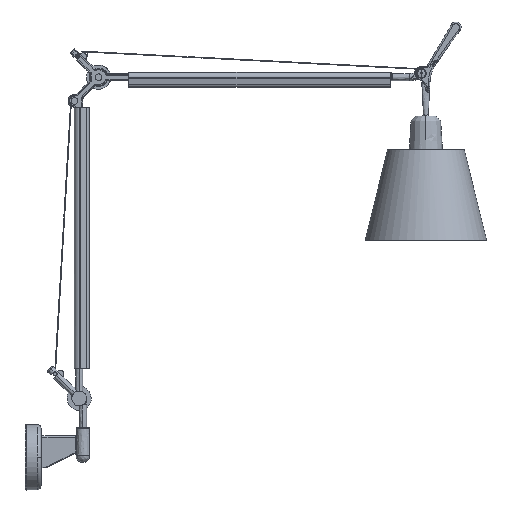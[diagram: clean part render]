
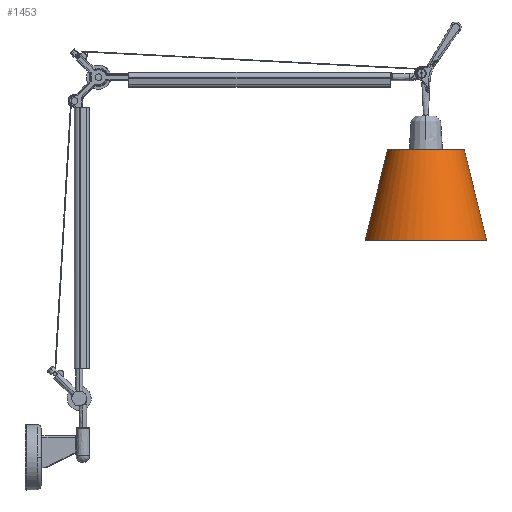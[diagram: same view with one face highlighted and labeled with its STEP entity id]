
A CAD part, front view. The second image highlights one B-rep face of the part: STEP entity #1453.
In plain terms, the highlighted free-form (B-spline) face has degree [2, 1] with [9, 2] control points.
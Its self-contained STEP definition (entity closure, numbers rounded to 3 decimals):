
#547=(
BOUNDED_SURFACE()
B_SPLINE_SURFACE(2,1,((#29689,#29690),(#29691,#29692),(#29693,#29694),(#29695,
#29696),(#29697,#29698),(#29699,#29700),(#29701,#29702),(#29703,#29704),
(#29705,#29706)),.UNSPECIFIED.,.F.,.F.,.F.)
B_SPLINE_SURFACE_WITH_KNOTS((3,2,2,2,3),(2,2),(0.,180.736,361.471,
542.207,722.942),(0.,142.973),.UNSPECIFIED.)
GEOMETRIC_REPRESENTATION_ITEM()
RATIONAL_B_SPLINE_SURFACE(((1.,1.),(0.707,0.707),
(1.,1.),(0.707,0.707),(1.,1.),(0.707,
0.707),(1.,1.),(0.707,0.707),(1.,1.)))
REPRESENTATION_ITEM($)
SURFACE()
);
#1453=ADVANCED_FACE($,(#2131),#547,.T.);
#2131=FACE_OUTER_BOUND($,#2842,.T.);
#2842=EDGE_LOOP($,(#5956,#5957,#5958,#5959,#5960,#5961));
#5956=ORIENTED_EDGE($,*,*,#7978,.T.);
#5957=ORIENTED_EDGE($,*,*,#7971,.F.);
#5958=ORIENTED_EDGE($,*,*,#7981,.T.);
#5959=ORIENTED_EDGE($,*,*,#7979,.T.);
#5960=ORIENTED_EDGE($,*,*,#7976,.F.);
#5961=ORIENTED_EDGE($,*,*,#7980,.T.);
#7971=EDGE_CURVE($,#9208,#9209,#10289,.T.);
#7976=EDGE_CURVE($,#9213,#9214,#10294,.T.);
#7978=EDGE_CURVE($,#9215,#9209,#10296,.T.);
#7979=EDGE_CURVE($,#9216,#9214,#10297,.T.);
#7980=EDGE_CURVE($,#9213,#9215,#10298,.T.);
#7981=EDGE_CURVE($,#9208,#9216,#10299,.T.);
#9208=VERTEX_POINT($,#29728);
#9209=VERTEX_POINT($,#29729);
#9213=VERTEX_POINT($,#29733);
#9214=VERTEX_POINT($,#29734);
#9215=VERTEX_POINT($,#29735);
#9216=VERTEX_POINT($,#29736);
#10289=(
BOUNDED_CURVE()
B_SPLINE_CURVE(2,(#29572,#29573,#29574,#29575,#29576,#29577,#29578,#29579,
#29580),.UNSPECIFIED.,.F.,.F.)
B_SPLINE_CURVE_WITH_KNOTS((3,2,2,2,3),(0.002,1.572,
3.142,4.712,6.281),.UNSPECIFIED.)
CURVE()
GEOMETRIC_REPRESENTATION_ITEM()
RATIONAL_B_SPLINE_CURVE((1.,0.707,1.,0.707,1.,0.707,
1.,0.707,1.))
REPRESENTATION_ITEM($)
);
#10294=(
BOUNDED_CURVE()
B_SPLINE_CURVE(2,(#29603,#29604,#29605,#29606,#29607,#29608,#29609,#29610,
#29611),.UNSPECIFIED.,.F.,.F.)
B_SPLINE_CURVE_WITH_KNOTS((3,2,2,2,3),(-722.942,-542.207,
-361.471,-180.736,0.),.UNSPECIFIED.)
CURVE()
GEOMETRIC_REPRESENTATION_ITEM()
RATIONAL_B_SPLINE_CURVE((1.,0.707,1.,0.707,1.,0.707,
1.,0.707,1.))
REPRESENTATION_ITEM($)
);
#10296=(
BOUNDED_CURVE()
B_SPLINE_CURVE(2,(#29614,#29615,#29616),.UNSPECIFIED.,.F.,.F.)
B_SPLINE_CURVE_WITH_KNOTS((3,3),(0.,0.082),.UNSPECIFIED.)
CURVE()
GEOMETRIC_REPRESENTATION_ITEM()
RATIONAL_B_SPLINE_CURVE((1.,1.,1.))
REPRESENTATION_ITEM($)
);
#10297=(
BOUNDED_CURVE()
B_SPLINE_CURVE(1,(#29617,#29618),.UNSPECIFIED.,.F.,.F.)
B_SPLINE_CURVE_WITH_KNOTS((2,2),(0.,142.973),.UNSPECIFIED.)
CURVE()
GEOMETRIC_REPRESENTATION_ITEM()
RATIONAL_B_SPLINE_CURVE((1.,1.))
REPRESENTATION_ITEM($)
);
#10298=(
BOUNDED_CURVE()
B_SPLINE_CURVE(1,(#29619,#29620),.UNSPECIFIED.,.F.,.F.)
B_SPLINE_CURVE_WITH_KNOTS((2,2),(-142.973,0.),.UNSPECIFIED.)
CURVE()
GEOMETRIC_REPRESENTATION_ITEM()
RATIONAL_B_SPLINE_CURVE((1.,1.))
REPRESENTATION_ITEM($)
);
#10299=(
BOUNDED_CURVE()
B_SPLINE_CURVE(2,(#29621,#29622,#29623),.UNSPECIFIED.,.F.,.F.)
B_SPLINE_CURVE_WITH_KNOTS((3,3),(722.86,722.942),.UNSPECIFIED.)
CURVE()
GEOMETRIC_REPRESENTATION_ITEM()
RATIONAL_B_SPLINE_CURVE((1.,1.,1.))
REPRESENTATION_ITEM($)
);
#29572=CARTESIAN_POINT($,(396.972,7.503,704.904));
#29573=CARTESIAN_POINT($,(396.872,64.58,704.904));
#29574=CARTESIAN_POINT($,(339.794,64.53,704.904));
#29575=CARTESIAN_POINT($,(282.716,64.48,704.904));
#29576=CARTESIAN_POINT($,(282.716,7.403,704.904));
#29577=CARTESIAN_POINT($,(282.716,-49.675,704.904));
#29578=CARTESIAN_POINT($,(339.794,-49.725,704.904));
#29579=CARTESIAN_POINT($,(396.872,-49.775,704.904));
#29580=CARTESIAN_POINT($,(396.972,7.303,704.904));
#29603=CARTESIAN_POINT($,(430.262,7.303,569.9));
#29604=CARTESIAN_POINT($,(430.162,-83.065,569.9));
#29605=CARTESIAN_POINT($,(339.794,-83.015,569.9));
#29606=CARTESIAN_POINT($,(249.426,-82.965,569.9));
#29607=CARTESIAN_POINT($,(249.426,7.403,569.9));
#29608=CARTESIAN_POINT($,(249.426,97.77,569.9));
#29609=CARTESIAN_POINT($,(339.794,97.82,569.9));
#29610=CARTESIAN_POINT($,(430.162,97.87,569.9));
#29611=CARTESIAN_POINT($,(430.262,7.503,569.9));
#29614=CARTESIAN_POINT($,(396.972,7.339,704.904));
#29615=CARTESIAN_POINT($,(396.972,7.321,704.904));
#29616=CARTESIAN_POINT($,(396.972,7.303,704.904));
#29617=CARTESIAN_POINT($,(396.972,7.466,704.904));
#29618=CARTESIAN_POINT($,(430.262,7.503,569.9));
#29619=CARTESIAN_POINT($,(430.262,7.303,569.9));
#29620=CARTESIAN_POINT($,(396.972,7.339,704.904));
#29621=CARTESIAN_POINT($,(396.972,7.503,704.904));
#29622=CARTESIAN_POINT($,(396.972,7.484,704.904));
#29623=CARTESIAN_POINT($,(396.972,7.466,704.904));
#29689=CARTESIAN_POINT($,(396.972,7.339,704.904));
#29690=CARTESIAN_POINT($,(430.262,7.303,569.9));
#29691=CARTESIAN_POINT($,(396.909,-49.757,704.904));
#29692=CARTESIAN_POINT($,(430.162,-83.065,569.9));
#29693=CARTESIAN_POINT($,(339.812,-49.725,704.904));
#29694=CARTESIAN_POINT($,(339.794,-83.015,569.9));
#29695=CARTESIAN_POINT($,(282.716,-49.693,704.904));
#29696=CARTESIAN_POINT($,(249.426,-82.965,569.9));
#29697=CARTESIAN_POINT($,(282.716,7.403,704.904));
#29698=CARTESIAN_POINT($,(249.426,7.403,569.9));
#29699=CARTESIAN_POINT($,(282.716,64.499,704.904));
#29700=CARTESIAN_POINT($,(249.426,97.77,569.9));
#29701=CARTESIAN_POINT($,(339.812,64.53,704.904));
#29702=CARTESIAN_POINT($,(339.794,97.82,569.9));
#29703=CARTESIAN_POINT($,(396.909,64.562,704.904));
#29704=CARTESIAN_POINT($,(430.162,97.87,569.9));
#29705=CARTESIAN_POINT($,(396.972,7.466,704.904));
#29706=CARTESIAN_POINT($,(430.262,7.503,569.9));
#29728=CARTESIAN_POINT($,(396.972,7.503,704.904));
#29729=CARTESIAN_POINT($,(396.972,7.303,704.904));
#29733=CARTESIAN_POINT($,(430.262,7.303,569.9));
#29734=CARTESIAN_POINT($,(430.262,7.503,569.9));
#29735=CARTESIAN_POINT($,(396.972,7.339,704.904));
#29736=CARTESIAN_POINT($,(396.972,7.466,704.904));
